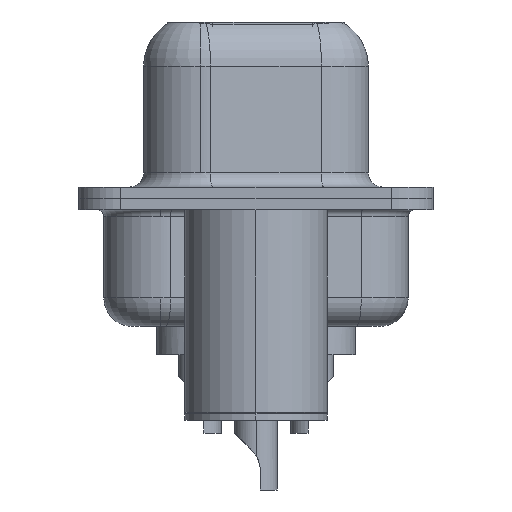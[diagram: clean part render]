
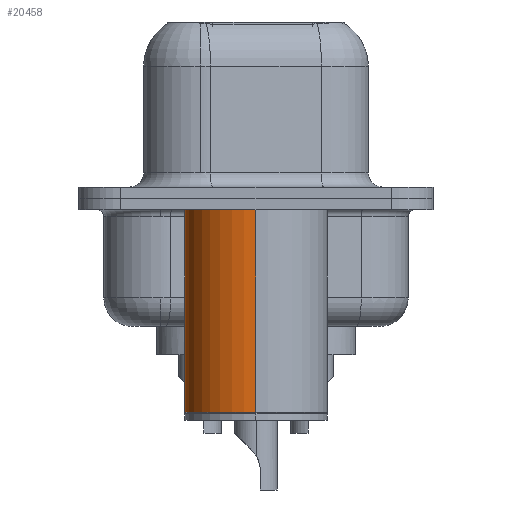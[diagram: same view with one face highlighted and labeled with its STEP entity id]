
A CAD part, left-side view. The second image highlights one B-rep face of the part: STEP entity #20458.
In plain terms, the highlighted cylindrical face has radius 2.5 mm (diameter 5 mm), a partial arc.
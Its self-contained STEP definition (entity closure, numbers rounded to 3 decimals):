
#318 = VERTEX_POINT ( 'NONE', #17728 ) ;
#878 = VECTOR ( 'NONE', #17299, 1000. ) ;
#1086 = AXIS2_PLACEMENT_3D ( 'NONE', #8910, #19768, #16442 ) ;
#3635 = DIRECTION ( 'NONE',  ( 1., 0., 0. ) ) ;
#3944 = EDGE_LOOP ( 'NONE', ( #12061, #13010, #19911, #16565 ) ) ;
#4244 = EDGE_CURVE ( 'NONE', #12814, #14026, #14373, .T. ) ;
#4548 = AXIS2_PLACEMENT_3D ( 'NONE', #18237, #17867, #16266 ) ;
#6723 = CYLINDRICAL_SURFACE ( 'NONE', #19081, 2.5 ) ;
#8838 = LINE ( 'NONE', #22983, #878 ) ;
#8910 = CARTESIAN_POINT ( 'NONE',  ( 0., 0., -0.4 ) ) ;
#9454 = CARTESIAN_POINT ( 'NONE',  ( 2.5, 0., -7.525 ) ) ;
#10334 = LINE ( 'NONE', #17987, #11409 ) ;
#10474 = CARTESIAN_POINT ( 'NONE',  ( -2.5, 0., -7.525 ) ) ;
#11409 = VECTOR ( 'NONE', #14046, 1000. ) ;
#12061 = ORIENTED_EDGE ( 'NONE', *, *, #4244, .T. ) ;
#12284 = EDGE_CURVE ( 'NONE', #318, #20544, #14454, .T. ) ;
#12814 = VERTEX_POINT ( 'NONE', #9454 ) ;
#13010 = ORIENTED_EDGE ( 'NONE', *, *, #23149, .T. ) ;
#14026 = VERTEX_POINT ( 'NONE', #10474 ) ;
#14046 = DIRECTION ( 'NONE',  ( 0., 0., 1. ) ) ;
#14373 = CIRCLE ( 'NONE', #4548, 2.5 ) ;
#14454 = CIRCLE ( 'NONE', #1086, 2.5 ) ;
#15861 = EDGE_CURVE ( 'NONE', #12814, #318, #10334, .T. ) ;
#16266 = DIRECTION ( 'NONE',  ( 1., 0., 0. ) ) ;
#16442 = DIRECTION ( 'NONE',  ( 1., 0., 0. ) ) ;
#16565 = ORIENTED_EDGE ( 'NONE', *, *, #15861, .F. ) ;
#16699 = FACE_OUTER_BOUND ( 'NONE', #3944, .T. ) ;
#17299 = DIRECTION ( 'NONE',  ( 0., 0., 1. ) ) ;
#17728 = CARTESIAN_POINT ( 'NONE',  ( 2.5, 0., -0.4 ) ) ;
#17867 = DIRECTION ( 'NONE',  ( 0., 0., 1. ) ) ;
#17987 = CARTESIAN_POINT ( 'NONE',  ( 2.5, 0., 0.581 ) ) ;
#18074 = CARTESIAN_POINT ( 'NONE',  ( -2.5, 0., -0.4 ) ) ;
#18237 = CARTESIAN_POINT ( 'NONE',  ( 0., 0., -7.525 ) ) ;
#19081 = AXIS2_PLACEMENT_3D ( 'NONE', #24343, #24225, #3635 ) ;
#19768 = DIRECTION ( 'NONE',  ( 0., 0., 1. ) ) ;
#19911 = ORIENTED_EDGE ( 'NONE', *, *, #12284, .F. ) ;
#20458 = ADVANCED_FACE ( 'NONE', ( #16699 ), #6723, .T. ) ;
#20544 = VERTEX_POINT ( 'NONE', #18074 ) ;
#22983 = CARTESIAN_POINT ( 'NONE',  ( -2.5, 0., 0.581 ) ) ;
#23149 = EDGE_CURVE ( 'NONE', #14026, #20544, #8838, .T. ) ;
#24225 = DIRECTION ( 'NONE',  ( 0., 0., 1. ) ) ;
#24343 = CARTESIAN_POINT ( 'NONE',  ( 0., 0., 0.581 ) ) ;
